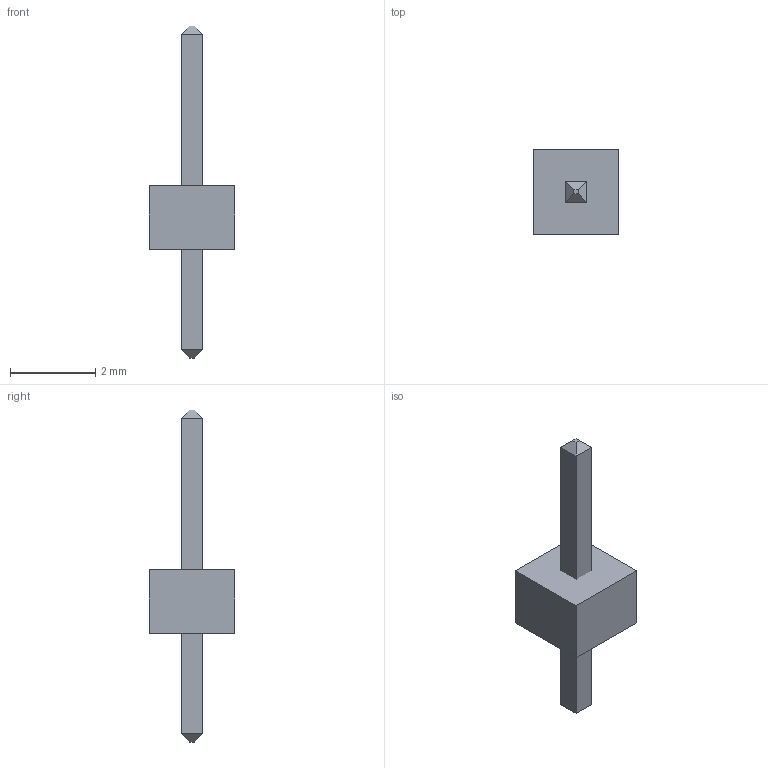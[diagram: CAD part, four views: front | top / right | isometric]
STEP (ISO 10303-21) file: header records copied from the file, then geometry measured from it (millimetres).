
FILE_DESCRIPTION(('FreeCAD Model'),'2;1');
FILE_NAME('764355.1.1.stp','2020-09-20T22:17:15',( 'Author'),(''),'Open CASCADE STEP processor 6.9','FreeCAD','Unknown' );
FILE_SCHEMA(('AUTOMOTIVE_DESIGN { 1 0 10303 214 1 1 1 1 }'));
Length unit declared in the file: millimetre
Products named in the file (3): ASSEMBLY; SimpleBody; LeadsArray
Assembly tree (2 placements, depth 2):
  ASSEMBLY
    SimpleBody
    LeadsArray
Bounding box: 2 x 2 x 7.8 mm (x, y, z)
Volume: 7.9 mm3; surface area: 35.5 mm2
Topology: 2 solids, 2 shells, 20 faces, 40 edges, 24 vertices
Faces by surface type: plane 20
Entity records: 1086 total; most frequent: CARTESIAN_POINT 167, DIRECTION 166, LINE 120, VECTOR 120, ORIENTED_EDGE 80, PCURVE 80, DEFINITIONAL_REPRESENTATION 80, EDGE_CURVE 40
